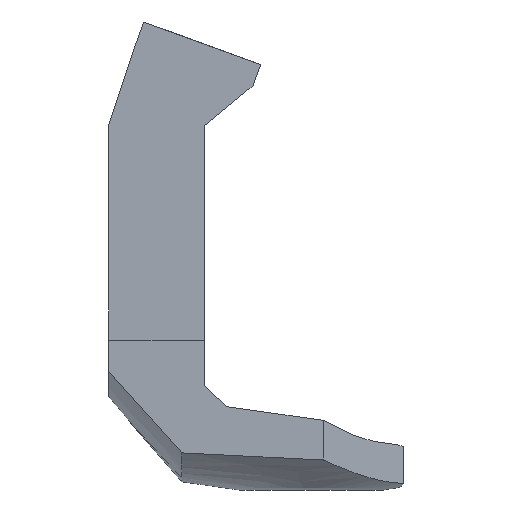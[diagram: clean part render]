
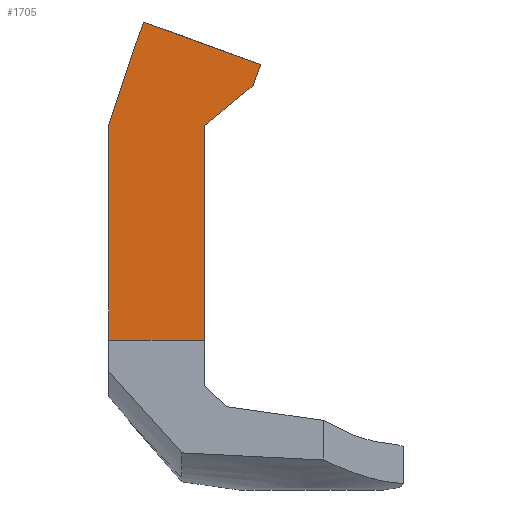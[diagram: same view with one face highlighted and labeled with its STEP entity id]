
A CAD part, front view. The second image highlights one B-rep face of the part: STEP entity #1705.
In plain terms, the highlighted planar face has unit normal (0, -1, 0).
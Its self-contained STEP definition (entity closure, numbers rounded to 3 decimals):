
#166=LINE('',#3744,#299);
#168=LINE('',#3750,#301);
#173=LINE('',#3758,#306);
#175=LINE('',#3763,#308);
#180=LINE('',#3787,#313);
#184=LINE('',#3796,#317);
#186=LINE('',#3800,#319);
#187=LINE('',#3801,#320);
#299=VECTOR('',#2041,10.);
#301=VECTOR('',#2045,10.);
#306=VECTOR('',#2054,10.);
#308=VECTOR('',#2058,10.);
#313=VECTOR('',#2065,10.);
#317=VECTOR('',#2073,10.);
#319=VECTOR('',#2077,10.);
#320=VECTOR('',#2078,10.);
#390=PLANE('',#1813);
#482=FACE_OUTER_BOUND('',#580,.T.);
#580=EDGE_LOOP('',(#1528,#1529,#1530,#1531,#1532,#1533,#1534,#1535));
#826=VERTEX_POINT('',#3740);
#827=VERTEX_POINT('',#3742);
#828=VERTEX_POINT('',#3746);
#830=VERTEX_POINT('',#3749);
#833=VERTEX_POINT('',#3761);
#835=VERTEX_POINT('',#3785);
#838=VERTEX_POINT('',#3795);
#839=VERTEX_POINT('',#3799);
#1056=EDGE_CURVE('',#826,#827,#166,.T.);
#1058=EDGE_CURVE('',#828,#830,#168,.T.);
#1063=EDGE_CURVE('',#830,#827,#173,.T.);
#1065=EDGE_CURVE('',#833,#828,#175,.T.);
#1070=EDGE_CURVE('',#835,#826,#180,.T.);
#1074=EDGE_CURVE('',#838,#835,#184,.T.);
#1076=EDGE_CURVE('',#839,#833,#186,.T.);
#1077=EDGE_CURVE('',#839,#838,#187,.T.);
#1528=ORIENTED_EDGE('',*,*,#1076,.F.);
#1529=ORIENTED_EDGE('',*,*,#1077,.T.);
#1530=ORIENTED_EDGE('',*,*,#1074,.T.);
#1531=ORIENTED_EDGE('',*,*,#1070,.T.);
#1532=ORIENTED_EDGE('',*,*,#1056,.T.);
#1533=ORIENTED_EDGE('',*,*,#1063,.F.);
#1534=ORIENTED_EDGE('',*,*,#1058,.F.);
#1535=ORIENTED_EDGE('',*,*,#1065,.F.);
#1705=ADVANCED_FACE('',(#482),#390,.T.);
#1813=AXIS2_PLACEMENT_3D('',#3798,#2075,#2076);
#2041=DIRECTION('',(0.342,0.,0.94));
#2045=DIRECTION('',(0.342,0.,0.94));
#2054=DIRECTION('',(0.94,0.,-0.342));
#2058=DIRECTION('',(0.314,0.,0.949));
#2065=DIRECTION('',(0.772,0.,0.636));
#2073=DIRECTION('',(0.,0.,1.));
#2075=DIRECTION('center_axis',(0.,-1.,0.));
#2076=DIRECTION('ref_axis',(1.,0.,0.));
#2077=DIRECTION('',(0.,0.,1.));
#2078=DIRECTION('',(1.,0.,0.));
#3740=CARTESIAN_POINT('',(-11.386,-44.45,19.093));
#3742=CARTESIAN_POINT('',(-10.018,-44.45,22.851));
#3744=CARTESIAN_POINT('',(-11.386,-44.45,19.093));
#3746=CARTESIAN_POINT('',(-32.153,-44.45,26.651));
#3749=CARTESIAN_POINT('',(-30.785,-44.45,30.41));
#3750=CARTESIAN_POINT('',(-32.153,-44.45,26.651));
#3758=CARTESIAN_POINT('',(-30.785,-44.45,30.41));
#3761=CARTESIAN_POINT('',(-37.,-44.45,12.));
#3763=CARTESIAN_POINT('',(-37.,-44.45,12.));
#3785=CARTESIAN_POINT('',(-20.,-44.45,12.));
#3787=CARTESIAN_POINT('',(-20.,-44.45,12.));
#3795=CARTESIAN_POINT('',(-20.,-44.45,-26.));
#3796=CARTESIAN_POINT('',(-20.,-44.45,-26.));
#3798=CARTESIAN_POINT('Origin',(-37.,-44.45,-26.));
#3799=CARTESIAN_POINT('',(-37.,-44.45,-26.));
#3800=CARTESIAN_POINT('',(-37.,-44.45,-26.));
#3801=CARTESIAN_POINT('',(-37.,-44.45,-26.));
